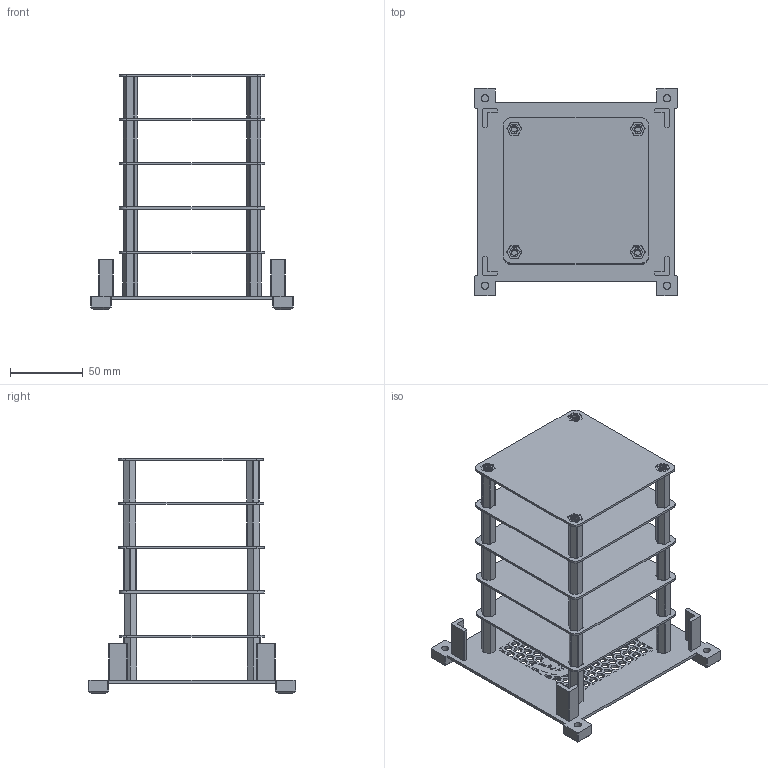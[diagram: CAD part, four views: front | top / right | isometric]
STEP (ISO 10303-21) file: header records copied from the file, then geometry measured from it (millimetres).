
FILE_DESCRIPTION(/* description */ (''),/* implementation_level */ '2;1');
FILE_NAME(/* name */ 'pcb sTAIRS v7.step',/* time_stamp */ '2025-05-22T09:13:12+03:00',/* author */ (''),/* organization */ (''),/* preprocessor_version */ 'ST-DEVELOPER v20.1',/* originating_system */ 'Autodesk Translation Framework v14.4.0.0',/* authorisation */ '');
FILE_SCHEMA (('AUTOMOTIVE_DESIGN { 1 0 10303 214 3 1 1 }'));
Products named in the file (8): pcb sTAIRS; pcb WITH SPACER; pcb WITH SPACER_1; pcb WITH SPACER_2; pcb WITH SPACER_3; spacer3u.2; Bottom panel 3u.2; PCBB 3U.2
Assembly tree (26 placements, depth 3):
  pcb sTAIRS
    pcb WITH SPACER
      PCBB 3U.2
      spacer3u.2  x4
    pcb WITH SPACER_1
      PCBB 3U.2
      spacer3u.2  x4
    pcb WITH SPACER_2
      PCBB 3U.2
      spacer3u.2  x4
    pcb WITH SPACER_3
      PCBB 3U.2
      spacer3u.2  x4
    Bottom panel 3u.2
    PCBB 3U.2
Bounding box: 139.5 x 143 x 162.5 mm (x, y, z)
Volume: 142892.9 mm3; surface area: 174770.7 mm2
Topology: 22 solids, 22 shells, 3471 faces, 10132 edges, 6744 vertices
Faces by surface type: plane 2887, bspline 516, cylinder 68
Full cylindrical faces by diameter (mm): 4.5 x40, 5 x4
Entity records: 70017 total; most frequent: CARTESIAN_POINT 21303, ORIENTED_EDGE 12038, DIRECTION 7391, EDGE_CURVE 6019, LINE 4335, VECTOR 4335, VERTEX_POINT 4002, EDGE_LOOP 2363
